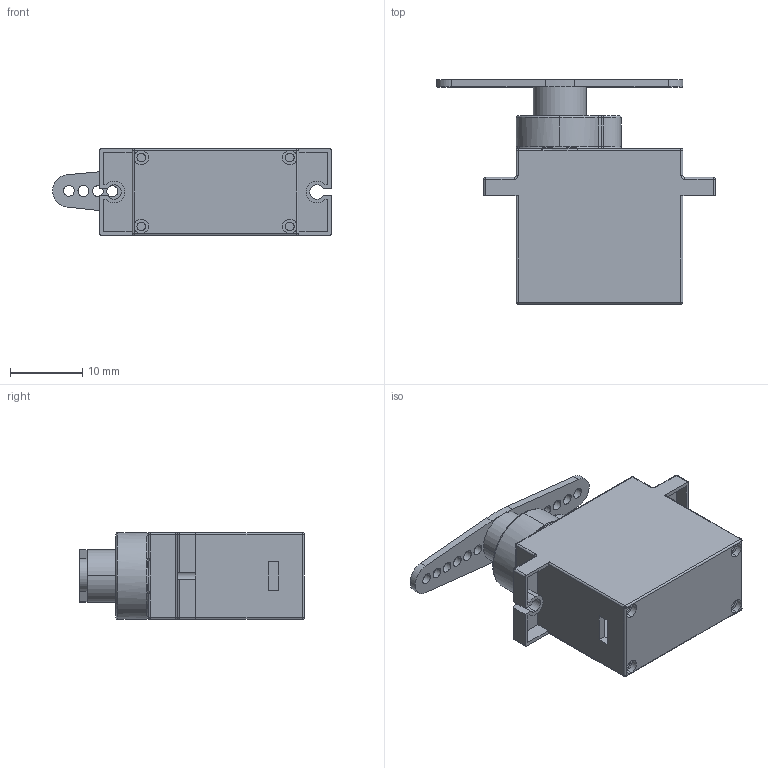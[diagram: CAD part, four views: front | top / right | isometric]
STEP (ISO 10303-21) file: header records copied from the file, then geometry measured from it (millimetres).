
FILE_DESCRIPTION (( 'STEP AP214' ), '1' );
FILE_NAME ('servo_assembly.STEP', '2025-10-19T11:13:37', ( '' ), ( '' ), 'SwSTEP 2.0', 'SolidWorks 2023', '' );
FILE_SCHEMA (( 'AUTOMOTIVE_DESIGN' ));
Length unit declared in the file: millimetre
Products named in the file (3): servo_assembly; base_link; link_01
Assembly tree (2 placements, depth 2):
  servo_assembly
    base_link
    link_01
Bounding box: 38.49 x 31 x 12 mm (x, y, z)
Volume: 2528.1 mm3; surface area: 6329.1 mm2
Topology: 2 solids, 2 shells, 1234 faces, 3267 edges, 2042 vertices
Faces by surface type: plane 705, cylinder 455, torus 30, bspline 30, sphere 12, cone 2
Entity records: 44351 total; most frequent: CARTESIAN_POINT 13878, ORIENTED_EDGE 6510, DIRECTION 6287, EDGE_CURVE 3255, AXIS2_PLACEMENT_3D 2105, VECTOR 2077, LINE 2077, VERTEX_POINT 2042
